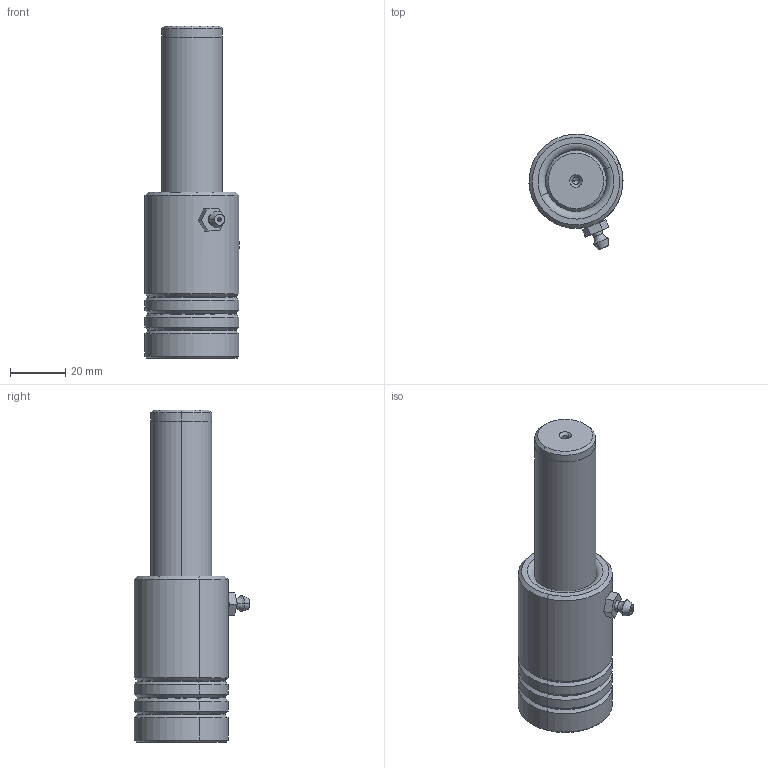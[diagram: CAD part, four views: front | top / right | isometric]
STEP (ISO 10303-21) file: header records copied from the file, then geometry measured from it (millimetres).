
FILE_DESCRIPTION (( 'STEP AP214' ), '1' );
FILE_NAME ('HPD-D22-L120(BL-60).STEP', '2021-09-28T11:35:51', ( '' ), ( '' ), 'SwSTEP 2.0', 'SolidWorks 2016', '' );
FILE_SCHEMA (( 'AUTOMOTIVE_DESIGN' ));
Length unit declared in the file: millimetre
Products named in the file (10): HPD-D22-L120(BL-60); LXB-D34-d22-L60; LSP-D22-L120; 蛁蚐郲; LXB-D34-d22-L60郪蚾
Assembly tree (6 placements, depth 3):
  HPD-D22-L120(BL-60)
    LXB-D34-d22-L60郪蚾
      LXB-D34-d22-L60
  LSP-D22-L120
  蛁蚐郲
  HPD-D22-L120(BL-60)
    LSP-D22-L120
    LXB-D34-d22-L60郪蚾
      LXB-D34-d22-L60
      蛁蚐郲
Bounding box: 33.98 x 41.77 x 120 mm (x, y, z)
Volume: 76375.7 mm3; surface area: 21290.9 mm2
Topology: 3 solids, 3 shells, 116 faces, 270 edges, 162 vertices
Faces by surface type: cylinder 31, cone 30, plane 21, torus 20, bspline 14
Entity records: 7306 total; most frequent: CARTESIAN_POINT 4490, DIRECTION 546, ORIENTED_EDGE 528, EDGE_CURVE 264, AXIS2_PLACEMENT_3D 229, VERTEX_POINT 158, EDGE_LOOP 126, FACE_OUTER_BOUND 116
